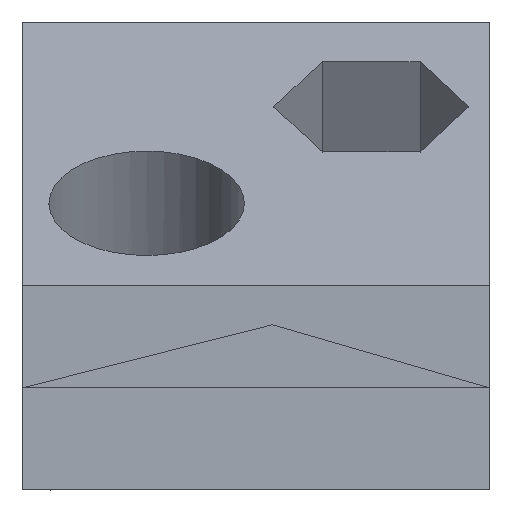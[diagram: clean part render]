
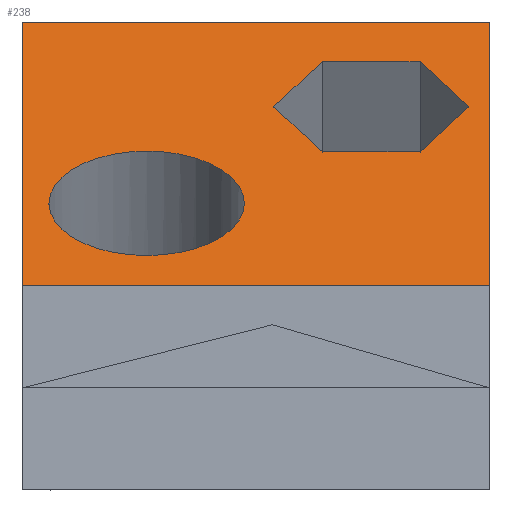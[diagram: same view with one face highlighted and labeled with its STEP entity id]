
A CAD part, left-side view. The second image highlights one B-rep face of the part: STEP entity #238.
In plain terms, the highlighted planar face has unit normal (-0.534, 0, 0.846).
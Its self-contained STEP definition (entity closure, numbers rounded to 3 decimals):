
#88=CARTESIAN_POINT('Vertex',(13.924,47.126,30.627)) ;
#91=CARTESIAN_POINT('Axis2P3D Location',(13.924,36.681,30.627)) ;
#95=CARTESIAN_POINT('Vertex',(13.924,26.236,30.627)) ;
#133=CARTESIAN_POINT('Axis2P3D Location',(13.924,36.681,30.627)) ;
#145=CARTESIAN_POINT('Axis2P3D Location',(44.612,50.,50.)) ;
#150=CARTESIAN_POINT('Line Origine',(44.612,25.,50.)) ;
#154=CARTESIAN_POINT('Vertex',(44.612,50.,50.)) ;
#156=CARTESIAN_POINT('Vertex',(44.612,0.,50.)) ;
#159=CARTESIAN_POINT('Line Origine',(22.306,50.,35.918)) ;
#163=CARTESIAN_POINT('Vertex',(0.,50.,21.837)) ;
#166=CARTESIAN_POINT('Line Origine',(0.,25.,21.837)) ;
#170=CARTESIAN_POINT('Vertex',(0.,0.,21.837)) ;
#173=CARTESIAN_POINT('Line Origine',(22.306,0.,35.918)) ;
#184=CARTESIAN_POINT('Line Origine',(26.449,20.502,38.534)) ;
#188=CARTESIAN_POINT('Vertex',(30.268,23.115,40.944)) ;
#190=CARTESIAN_POINT('Vertex',(22.63,17.889,36.123)) ;
#193=CARTESIAN_POINT('Line Origine',(34.09,20.51,43.357)) ;
#197=CARTESIAN_POINT('Vertex',(37.913,17.905,45.771)) ;
#200=CARTESIAN_POINT('Line Origine',(37.917,12.688,45.773)) ;
#204=CARTESIAN_POINT('Vertex',(37.921,7.471,45.776)) ;
#207=CARTESIAN_POINT('Line Origine',(34.102,4.858,43.365)) ;
#211=CARTESIAN_POINT('Vertex',(30.283,2.245,40.954)) ;
#214=CARTESIAN_POINT('Line Origine',(26.461,4.85,38.541)) ;
#218=CARTESIAN_POINT('Vertex',(22.638,7.455,36.128)) ;
#221=CARTESIAN_POINT('Line Origine',(22.634,12.672,36.125)) ;
#92=DIRECTION('Axis2P3D Direction',(-0.534,0.,0.846)) ;
#134=DIRECTION('Axis2P3D Direction',(-0.534,0.,0.846)) ;
#146=DIRECTION('Axis2P3D Direction',(-0.534,0.,0.846)) ;
#147=DIRECTION('Axis2P3D XDirection',(-0.846,0.,-0.534)) ;
#151=DIRECTION('Vector Direction',(0.,-1.,0.)) ;
#160=DIRECTION('Vector Direction',(-0.846,0.,-0.534)) ;
#167=DIRECTION('Vector Direction',(0.,-1.,0.)) ;
#174=DIRECTION('Vector Direction',(-0.846,0.,-0.534)) ;
#185=DIRECTION('Vector Direction',(-0.732,-0.501,-0.462)) ;
#194=DIRECTION('Vector Direction',(-0.733,0.499,-0.463)) ;
#201=DIRECTION('Vector Direction',(-0.001,1.,0.)) ;
#208=DIRECTION('Vector Direction',(0.732,0.501,0.462)) ;
#215=DIRECTION('Vector Direction',(0.733,-0.499,0.463)) ;
#222=DIRECTION('Vector Direction',(0.001,-1.,0.)) ;
#93=AXIS2_PLACEMENT_3D('Circle Axis2P3D',#91,#92,$) ;
#135=AXIS2_PLACEMENT_3D('Circle Axis2P3D',#133,#134,$) ;
#148=AXIS2_PLACEMENT_3D('Plane Axis2P3D',#145,#146,#147) ;
#179=ORIENTED_EDGE('',*,*,#158,.F.) ;
#180=ORIENTED_EDGE('',*,*,#165,.T.) ;
#181=ORIENTED_EDGE('',*,*,#172,.T.) ;
#182=ORIENTED_EDGE('',*,*,#177,.F.) ;
#227=ORIENTED_EDGE('',*,*,#192,.F.) ;
#228=ORIENTED_EDGE('',*,*,#199,.F.) ;
#229=ORIENTED_EDGE('',*,*,#206,.F.) ;
#230=ORIENTED_EDGE('',*,*,#213,.F.) ;
#231=ORIENTED_EDGE('',*,*,#220,.F.) ;
#232=ORIENTED_EDGE('',*,*,#225,.F.) ;
#235=ORIENTED_EDGE('',*,*,#137,.F.) ;
#236=ORIENTED_EDGE('',*,*,#97,.F.) ;
#233=FACE_BOUND('',#226,.T.) ;
#237=FACE_BOUND('',#234,.T.) ;
#152=VECTOR('Line Direction',#151,1.) ;
#161=VECTOR('Line Direction',#160,1.) ;
#168=VECTOR('Line Direction',#167,1.) ;
#175=VECTOR('Line Direction',#174,1.) ;
#186=VECTOR('Line Direction',#185,1.) ;
#195=VECTOR('Line Direction',#194,1.) ;
#202=VECTOR('Line Direction',#201,1.) ;
#209=VECTOR('Line Direction',#208,1.) ;
#216=VECTOR('Line Direction',#215,1.) ;
#223=VECTOR('Line Direction',#222,1.) ;
#238=ADVANCED_FACE('PartBody',(#183,#233,#237),#149,.T.) ;
#94=CIRCLE('generated circle',#93,10.445) ;
#136=CIRCLE('generated circle',#135,10.445) ;
#97=EDGE_CURVE('',#89,#96,#94,.T.) ;
#137=EDGE_CURVE('',#96,#89,#136,.T.) ;
#158=EDGE_CURVE('',#155,#157,#153,.T.) ;
#165=EDGE_CURVE('',#155,#164,#162,.T.) ;
#172=EDGE_CURVE('',#164,#171,#169,.T.) ;
#177=EDGE_CURVE('',#157,#171,#176,.T.) ;
#192=EDGE_CURVE('',#189,#191,#187,.T.) ;
#199=EDGE_CURVE('',#198,#189,#196,.T.) ;
#206=EDGE_CURVE('',#205,#198,#203,.T.) ;
#213=EDGE_CURVE('',#212,#205,#210,.T.) ;
#220=EDGE_CURVE('',#219,#212,#217,.T.) ;
#225=EDGE_CURVE('',#191,#219,#224,.T.) ;
#178=EDGE_LOOP('',(#179,#180,#181,#182)) ;
#226=EDGE_LOOP('',(#227,#228,#229,#230,#231,#232)) ;
#234=EDGE_LOOP('',(#235,#236)) ;
#183=FACE_OUTER_BOUND('',#178,.T.) ;
#153=LINE('Line',#150,#152) ;
#162=LINE('Line',#159,#161) ;
#169=LINE('Line',#166,#168) ;
#176=LINE('Line',#173,#175) ;
#187=LINE('Line',#184,#186) ;
#196=LINE('Line',#193,#195) ;
#203=LINE('Line',#200,#202) ;
#210=LINE('Line',#207,#209) ;
#217=LINE('Line',#214,#216) ;
#224=LINE('Line',#221,#223) ;
#149=PLANE('',#148) ;
#89=VERTEX_POINT('',#88) ;
#96=VERTEX_POINT('',#95) ;
#155=VERTEX_POINT('',#154) ;
#157=VERTEX_POINT('',#156) ;
#164=VERTEX_POINT('',#163) ;
#171=VERTEX_POINT('',#170) ;
#189=VERTEX_POINT('',#188) ;
#191=VERTEX_POINT('',#190) ;
#198=VERTEX_POINT('',#197) ;
#205=VERTEX_POINT('',#204) ;
#212=VERTEX_POINT('',#211) ;
#219=VERTEX_POINT('',#218) ;
